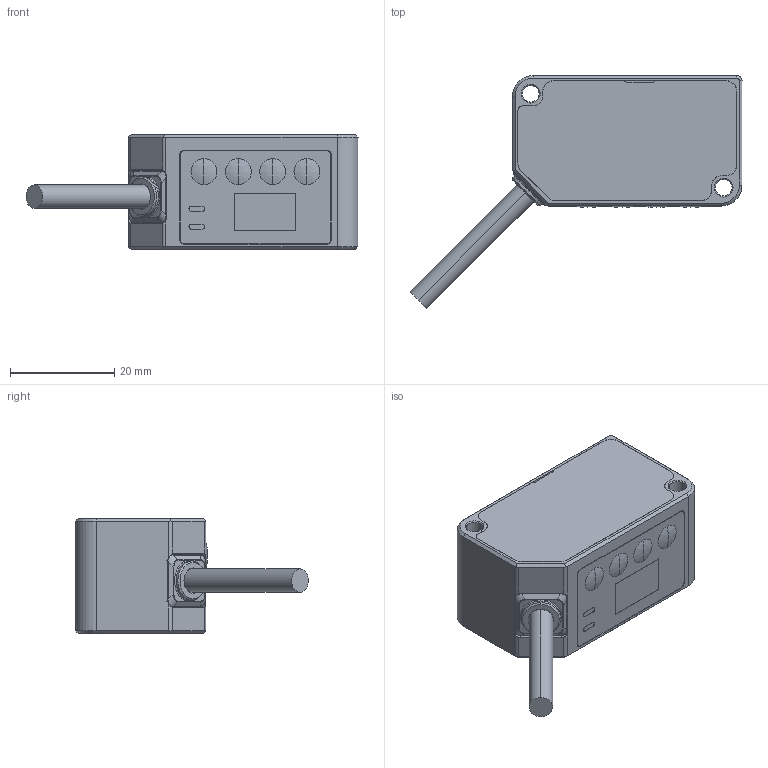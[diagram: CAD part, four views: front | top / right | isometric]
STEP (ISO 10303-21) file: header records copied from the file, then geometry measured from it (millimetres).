
FILE_DESCRIPTION((''),'2;1');
FILE_NAME('PRT0014','2024-09-04T10:29:47',('admin'),(''),'CREO PARAMETRIC BY PTC INC, 2020154','CREO PARAMETRIC BY PTC INC, 2020154','');
FILE_SCHEMA(('CONFIG_CONTROL_DESIGN'));
Length unit declared in the file: millimetre
Products named in the file (1): PRT0014
Bounding box: 63.66 x 44.66 x 22 mm (x, y, z)
Surface area: 6007 mm2 (no closed solid volume)
Topology: 0 solids, 7 shells, 147 faces, 510 edges, 368 vertices
Faces by surface type: plane 53, cylinder 38, bspline 32, cone 20, torus 4
Entity records: 7029 total; most frequent: CARTESIAN_POINT 2797, DIRECTION 842, ORIENTED_EDGE 842, EDGE_CURVE 502, VERTEX_POINT 368, AXIS2_PLACEMENT_3D 309, VECTOR 224, LINE 224
